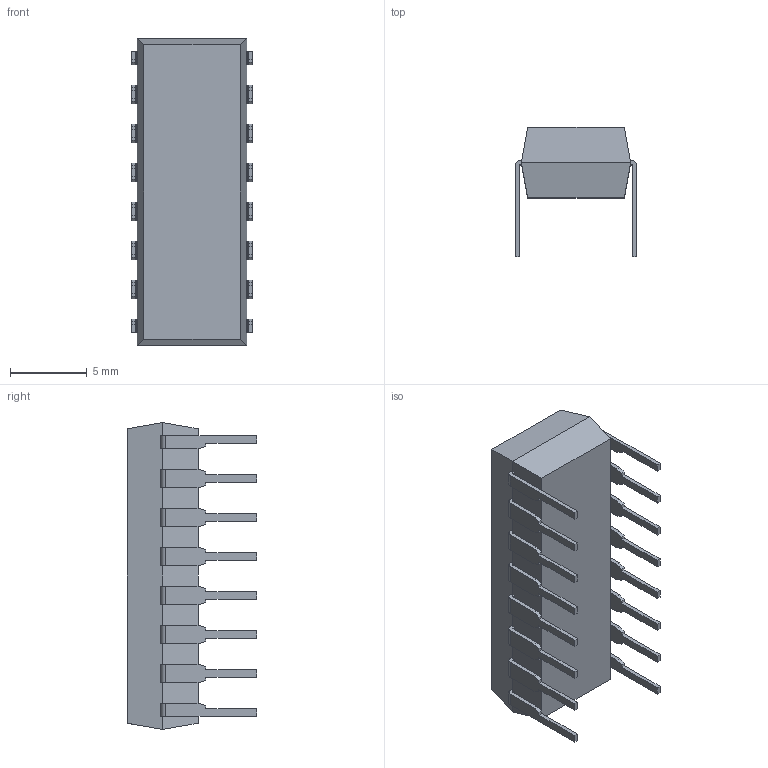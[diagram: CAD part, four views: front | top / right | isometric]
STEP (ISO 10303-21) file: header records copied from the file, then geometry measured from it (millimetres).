
FILE_DESCRIPTION (( 'STEP AP214' ), '1' );
FILE_NAME ('HCF4017BEY.STEP', '2021-02-25T07:39:30', ( '' ), ( '' ), 'SwSTEP 2.0', 'SolidWorks 2017', '' );
FILE_SCHEMA (( 'AUTOMOTIVE_DESIGN' ));
Length unit declared in the file: inch
Products named in the file (1): HCF4017BEY
Bounding box: 7.87 x 8.41 x 19.99 mm (x, y, z)
Volume: 623.2 mm3; surface area: 706.8 mm2
Topology: 17 solids, 17 shells, 275 faces, 719 edges, 478 vertices
Faces by surface type: plane 241, cylinder 34
Entity records: 8545 total; most frequent: CARTESIAN_POINT 1473, ORIENTED_EDGE 1438, DIRECTION 1339, EDGE_CURVE 719, VECTOR 651, LINE 651, VERTEX_POINT 478, AXIS2_PLACEMENT_3D 344
